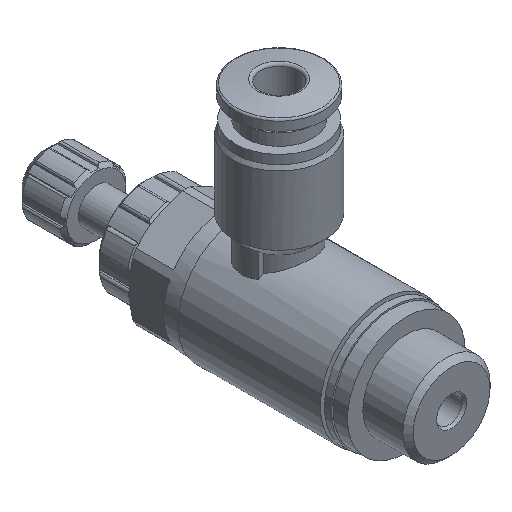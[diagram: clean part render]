
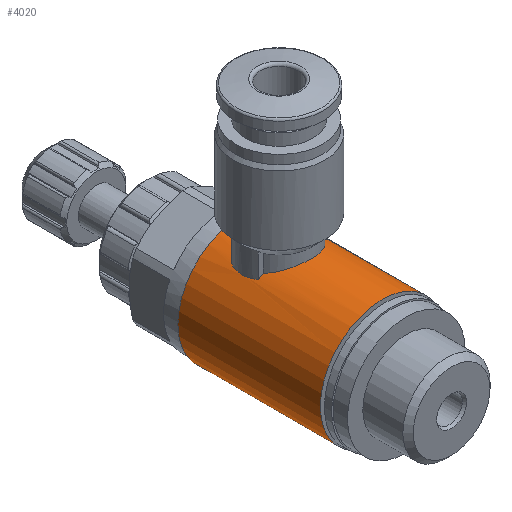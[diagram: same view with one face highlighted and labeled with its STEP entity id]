
A CAD part, isometric view. The second image highlights one B-rep face of the part: STEP entity #4020.
In plain terms, the highlighted cylindrical face has radius 6.9 mm (diameter 13.8 mm), a full revolution.
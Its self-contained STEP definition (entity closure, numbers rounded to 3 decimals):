
#415=CIRCLE('',#4211,6.9);
#416=CIRCLE('',#4212,6.9);
#417=CIRCLE('',#4213,6.9);
#418=CIRCLE('',#4214,6.9);
#419=CIRCLE('',#4215,6.9);
#420=CIRCLE('',#4216,6.9);
#589=ORIENTED_EDGE('',*,*,#1448,.F.);
#590=ORIENTED_EDGE('',*,*,#1449,.T.);
#591=ORIENTED_EDGE('',*,*,#1450,.F.);
#592=ORIENTED_EDGE('',*,*,#1451,.F.);
#593=ORIENTED_EDGE('',*,*,#1452,.F.);
#594=ORIENTED_EDGE('',*,*,#1453,.F.);
#595=ORIENTED_EDGE('',*,*,#1454,.F.);
#596=ORIENTED_EDGE('',*,*,#1455,.F.);
#597=ORIENTED_EDGE('',*,*,#1456,.F.);
#598=ORIENTED_EDGE('',*,*,#1457,.F.);
#1448=EDGE_CURVE('',#1877,#1877,#415,.T.);
#1449=EDGE_CURVE('',#1878,#1878,#416,.T.);
#1450=EDGE_CURVE('',#1879,#1880,#2166,.T.);
#1451=EDGE_CURVE('',#1881,#1879,#417,.T.);
#1452=EDGE_CURVE('',#1882,#1881,#2167,.T.);
#1453=EDGE_CURVE('',#1883,#1882,#418,.T.);
#1454=EDGE_CURVE('',#1884,#1883,#2168,.T.);
#1455=EDGE_CURVE('',#1885,#1884,#419,.T.);
#1456=EDGE_CURVE('',#1886,#1885,#2169,.T.);
#1457=EDGE_CURVE('',#1880,#1886,#420,.T.);
#1877=VERTEX_POINT('',#5456);
#1878=VERTEX_POINT('',#5458);
#1879=VERTEX_POINT('',#5466);
#1880=VERTEX_POINT('',#5467);
#1881=VERTEX_POINT('',#5469);
#1882=VERTEX_POINT('',#5475);
#1883=VERTEX_POINT('',#5477);
#1884=VERTEX_POINT('',#5485);
#1885=VERTEX_POINT('',#5487);
#1886=VERTEX_POINT('',#5493);
#2166=B_SPLINE_CURVE_WITH_KNOTS('',3,(#5459,#5460,#5461,#5462,#5463,#5464,
#5465),.UNSPECIFIED.,.F.,.F.,(4,1,1,1,4),(0.002,0.004,
0.006,0.008,0.01),
 .UNSPECIFIED.);
#2167=B_SPLINE_CURVE_WITH_KNOTS('',3,(#5470,#5471,#5472,#5473,#5474),
 .UNSPECIFIED.,.F.,.F.,(4,1,4),(0.,0.002,0.003),
 .UNSPECIFIED.);
#2168=B_SPLINE_CURVE_WITH_KNOTS('',3,(#5478,#5479,#5480,#5481,#5482,#5483,
#5484),.UNSPECIFIED.,.F.,.F.,(4,1,1,1,4),(0.013,0.015,
0.017,0.019,0.021),.UNSPECIFIED.);
#2169=B_SPLINE_CURVE_WITH_KNOTS('',3,(#5488,#5489,#5490,#5491,#5492),
 .UNSPECIFIED.,.F.,.F.,(4,1,4),(0.,0.002,0.003),
 .UNSPECIFIED.);
#2282=EDGE_LOOP('',(#589));
#2283=EDGE_LOOP('',(#590));
#2284=EDGE_LOOP('',(#591,#592,#593,#594,#595,#596,#597,#598));
#2500=FACE_BOUND('',#2282,.T.);
#2501=FACE_BOUND('',#2283,.T.);
#2502=FACE_BOUND('',#2284,.T.);
#2715=CYLINDRICAL_SURFACE('',#4210,6.9);
#4020=ADVANCED_FACE('',(#2500,#2501,#2502),#2715,.T.);
#4210=AXIS2_PLACEMENT_3D('',#5454,#4554,#4555);
#4211=AXIS2_PLACEMENT_3D('',#5455,#4556,#4557);
#4212=AXIS2_PLACEMENT_3D('',#5457,#4558,#4559);
#4213=AXIS2_PLACEMENT_3D('',#5468,#4560,#4561);
#4214=AXIS2_PLACEMENT_3D('',#5476,#4562,#4563);
#4215=AXIS2_PLACEMENT_3D('',#5486,#4564,#4565);
#4216=AXIS2_PLACEMENT_3D('',#5494,#4566,#4567);
#4554=DIRECTION('',(0.,-1.,0.));
#4555=DIRECTION('',(0.,0.,-1.));
#4556=DIRECTION('',(0.,-1.,0.));
#4557=DIRECTION('',(0.,0.,-1.));
#4558=DIRECTION('',(0.,-1.,0.));
#4559=DIRECTION('',(0.,0.,-1.));
#4560=DIRECTION('',(0.,1.,0.));
#4561=DIRECTION('',(0.,0.,1.));
#4562=DIRECTION('',(0.,-1.,0.));
#4563=DIRECTION('',(0.,0.,-1.));
#4564=DIRECTION('',(0.,-1.,0.));
#4565=DIRECTION('',(0.,0.,-1.));
#4566=DIRECTION('',(0.,1.,0.));
#4567=DIRECTION('',(0.,0.,1.));
#5454=CARTESIAN_POINT('',(0.,-19.25,0.));
#5455=CARTESIAN_POINT('',(0.,-11.5,0.));
#5456=CARTESIAN_POINT('',(0.,-11.5,-6.9));
#5457=CARTESIAN_POINT('',(0.,4.4,0.));
#5458=CARTESIAN_POINT('',(0.,4.4,-6.9));
#5459=CARTESIAN_POINT('',(-3.273,-1.5,6.075));
#5460=CARTESIAN_POINT('',(-2.988,-2.12,6.228));
#5461=CARTESIAN_POINT('',(-2.081,-3.177,6.666));
#5462=CARTESIAN_POINT('',(-0.008,-3.811,7.017));
#5463=CARTESIAN_POINT('',(2.085,-3.178,6.667));
#5464=CARTESIAN_POINT('',(2.99,-2.117,6.227));
#5465=CARTESIAN_POINT('',(3.273,-1.5,6.075));
#5466=CARTESIAN_POINT('',(-3.273,-1.5,6.075));
#5467=CARTESIAN_POINT('',(3.273,-1.5,6.075));
#5468=CARTESIAN_POINT('',(0.,-1.5,0.));
#5469=CARTESIAN_POINT('',(-3.816,-1.5,5.749));
#5470=CARTESIAN_POINT('',(-3.816,1.5,5.749));
#5471=CARTESIAN_POINT('',(-4.001,1.029,5.626));
#5472=CARTESIAN_POINT('',(-4.199,0.002,5.474));
#5473=CARTESIAN_POINT('',(-4.001,-1.028,5.626));
#5474=CARTESIAN_POINT('',(-3.816,-1.5,5.749));
#5475=CARTESIAN_POINT('',(-3.816,1.5,5.749));
#5476=CARTESIAN_POINT('',(0.,1.5,0.));
#5477=CARTESIAN_POINT('',(-3.273,1.5,6.075));
#5478=CARTESIAN_POINT('',(3.273,1.5,6.075));
#5479=CARTESIAN_POINT('',(2.987,2.123,6.228));
#5480=CARTESIAN_POINT('',(2.085,3.173,6.665));
#5481=CARTESIAN_POINT('',(0.006,3.813,7.017));
#5482=CARTESIAN_POINT('',(-2.084,3.177,6.666));
#5483=CARTESIAN_POINT('',(-2.989,2.12,6.228));
#5484=CARTESIAN_POINT('',(-3.273,1.5,6.075));
#5485=CARTESIAN_POINT('',(3.273,1.5,6.075));
#5486=CARTESIAN_POINT('',(0.,1.5,0.));
#5487=CARTESIAN_POINT('',(3.816,1.5,5.749));
#5488=CARTESIAN_POINT('',(3.816,-1.5,5.749));
#5489=CARTESIAN_POINT('',(4.001,-1.029,5.626));
#5490=CARTESIAN_POINT('',(4.199,-0.002,5.474));
#5491=CARTESIAN_POINT('',(4.001,1.028,5.626));
#5492=CARTESIAN_POINT('',(3.816,1.5,5.749));
#5493=CARTESIAN_POINT('',(3.816,-1.5,5.749));
#5494=CARTESIAN_POINT('',(0.,-1.5,0.));
